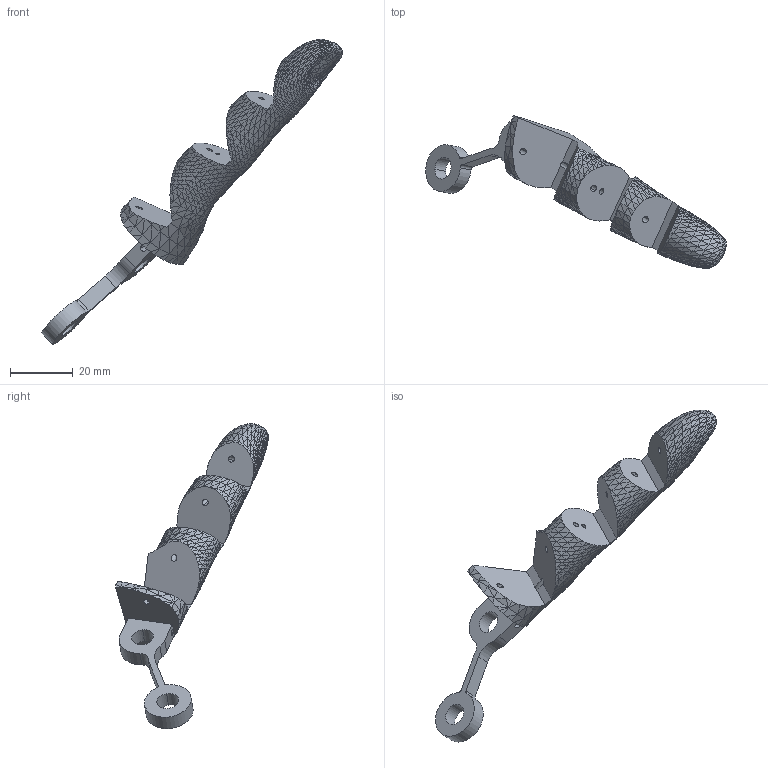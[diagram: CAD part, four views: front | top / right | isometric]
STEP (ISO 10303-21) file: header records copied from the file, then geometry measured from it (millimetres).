
FILE_DESCRIPTION((''),'2;1');
FILE_NAME('OBMP-FDH-1757','2023-10-12T13:29:13',('ccha425'),('Department of Mechanical Engineering, The University of Auckland'),'CREO PARAMETRIC BY PTC INC, 2017260','CREO PARAMETRIC BY PTC INC, 2017260','');
FILE_SCHEMA(('CONFIG_CONTROL_DESIGN'));
Length unit declared in the file: millimetre
Products named in the file (1): OBMP-FDH-1757
Bounding box: 95.54 x 48.55 x 97.02 mm (x, y, z)
Volume: 16652.3 mm3; surface area: 7440 mm2
Topology: 1 solids, 1 shells, 1892 faces, 3227 edges, 1298 vertices
Faces by surface type: plane 1836, bspline 37, cylinder 18, extrusion 1
Entity records: 42916 total; most frequent: CARTESIAN_POINT 9437, DIRECTION 6839, ORIENTED_EDGE 6376, EDGE_CURVE 3188, VECTOR 3063, LINE 3062, EDGE_LOOP 1906, FACE_OUTER_BOUND 1892
